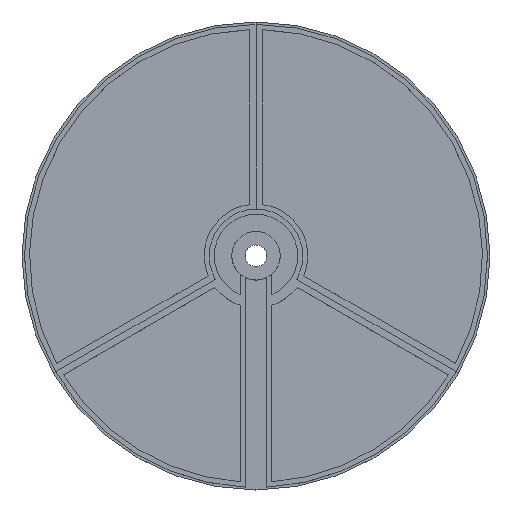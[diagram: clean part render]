
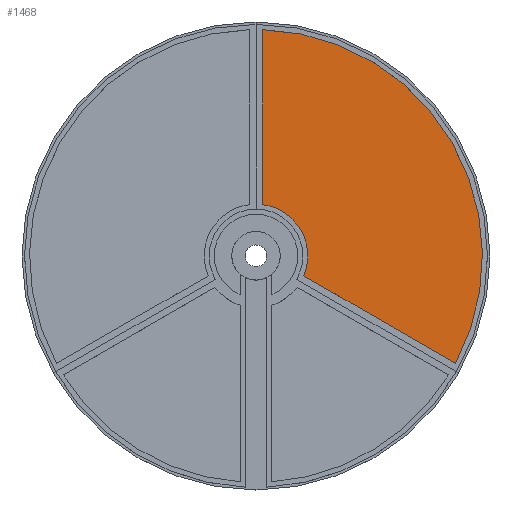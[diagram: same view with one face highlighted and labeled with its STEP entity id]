
A CAD part, top view. The second image highlights one B-rep face of the part: STEP entity #1468.
In plain terms, the highlighted planar face has unit normal (0, 0, 1).
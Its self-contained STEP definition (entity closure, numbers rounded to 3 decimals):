
#92=PLANE('',#1618);
#152=FACE_OUTER_BOUND('',#251,.T.);
#251=EDGE_LOOP('',(#1202,#1203,#1204,#1205));
#379=LINE('',#2405,#492);
#380=LINE('',#2408,#493);
#492=VECTOR('',#1961,10.);
#493=VECTOR('',#1964,10.);
#586=CIRCLE('',#1616,135.5);
#588=CIRCLE('',#1619,31.);
#707=VERTEX_POINT('',#2396);
#708=VERTEX_POINT('',#2398);
#710=VERTEX_POINT('',#2404);
#711=VERTEX_POINT('',#2406);
#882=EDGE_CURVE('',#707,#708,#586,.T.);
#885=EDGE_CURVE('',#707,#710,#379,.T.);
#886=EDGE_CURVE('',#710,#711,#588,.T.);
#887=EDGE_CURVE('',#711,#708,#380,.T.);
#1202=ORIENTED_EDGE('',*,*,#885,.T.);
#1203=ORIENTED_EDGE('',*,*,#886,.T.);
#1204=ORIENTED_EDGE('',*,*,#887,.T.);
#1205=ORIENTED_EDGE('',*,*,#882,.F.);
#1468=ADVANCED_FACE('',(#152),#92,.T.);
#1616=AXIS2_PLACEMENT_3D('',#2399,#1954,#1955);
#1618=AXIS2_PLACEMENT_3D('',#2403,#1959,#1960);
#1619=AXIS2_PLACEMENT_3D('',#2407,#1962,#1963);
#1954=DIRECTION('center_axis',(0.,0.,-1.));
#1955=DIRECTION('ref_axis',(1.,0.,0.));
#1959=DIRECTION('center_axis',(0.,0.,1.));
#1960=DIRECTION('ref_axis',(1.,0.,0.));
#1961=DIRECTION('',(0.,-1.,0.));
#1962=DIRECTION('center_axis',(0.,0.,-1.));
#1963=DIRECTION('ref_axis',(0.923,-0.384,0.));
#1964=DIRECTION('',(0.866,-0.5,0.));
#2396=CARTESIAN_POINT('',(4.,135.441,0.));
#2398=CARTESIAN_POINT('',(119.295,-64.256,0.));
#2399=CARTESIAN_POINT('Origin',(0.,0.,0.));
#2403=CARTESIAN_POINT('Origin',(0.,0.,0.));
#2404=CARTESIAN_POINT('',(4.,30.741,0.));
#2405=CARTESIAN_POINT('',(4.,15.37,0.));
#2406=CARTESIAN_POINT('',(28.622,-11.906,0.));
#2407=CARTESIAN_POINT('Origin',(0.,0.,0.));
#2408=CARTESIAN_POINT('',(60.648,-30.396,0.));
